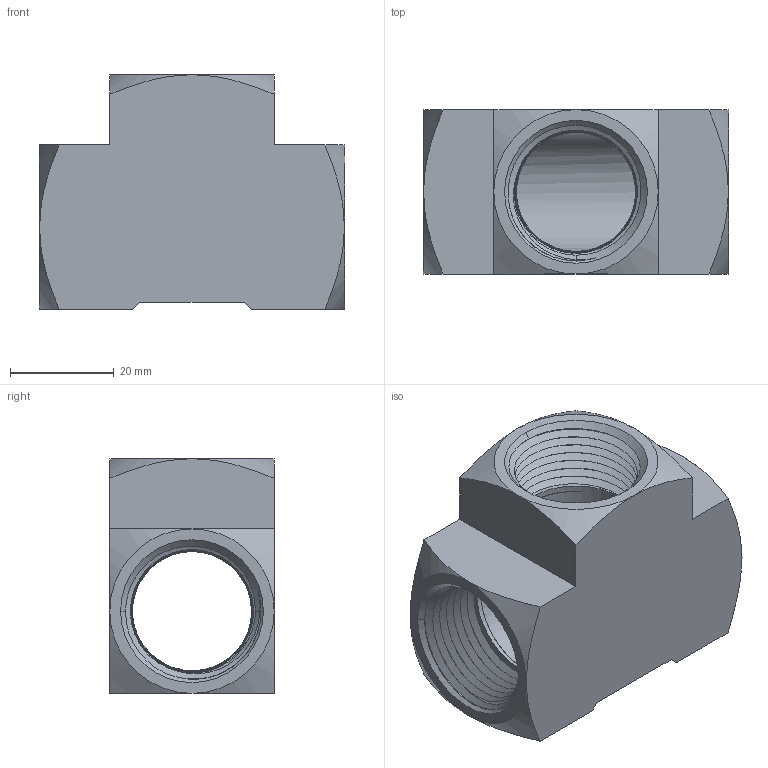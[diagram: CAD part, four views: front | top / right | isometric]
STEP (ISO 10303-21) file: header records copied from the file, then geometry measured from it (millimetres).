
FILE_DESCRIPTION(/* description */ (''),/* implementation_level */ '2;1');
FILE_NAME(/* name */ '101-N5.stp',/* time_stamp */ '2024-01-23T09:49:24-05:00',/* author */ ('esanner'),/* organization */ (''),/* preprocessor_version */ 'ST-DEVELOPER v19',/* originating_system */ 'AutoCAD Mechanical',/* authorisation */ '');
FILE_SCHEMA (('AUTOMOTIVE_DESIGN { 1 0 10303 214 3 1 1 }'));
Length unit declared in the file: millimetre
Products named in the file (2): Product; 101-N5
Assembly tree (1 placements, depth 2):
  Product
    101-N5
Bounding box: 58.93 x 31.75 x 45.34 mm (x, y, z)
Volume: 35312.2 mm3; surface area: 17497.6 mm2
Topology: 1 solids, 1 shells, 106 faces, 287 edges, 185 vertices
Faces by surface type: cone 69, plane 20, bspline 12, cylinder 5
Entity records: 17419 total; most frequent: CARTESIAN_POINT 15047, ORIENTED_EDGE 574, DIRECTION 360, EDGE_CURVE 287, VERTEX_POINT 185, B_SPLINE_CURVE_WITH_KNOTS 132, AXIS2_PLACEMENT_3D 132, EDGE_LOOP 112
